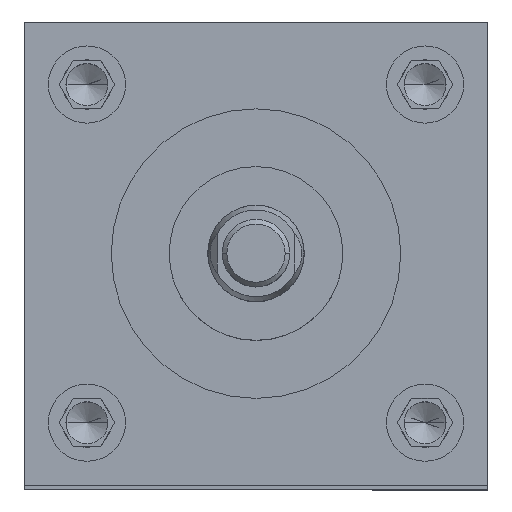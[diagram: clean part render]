
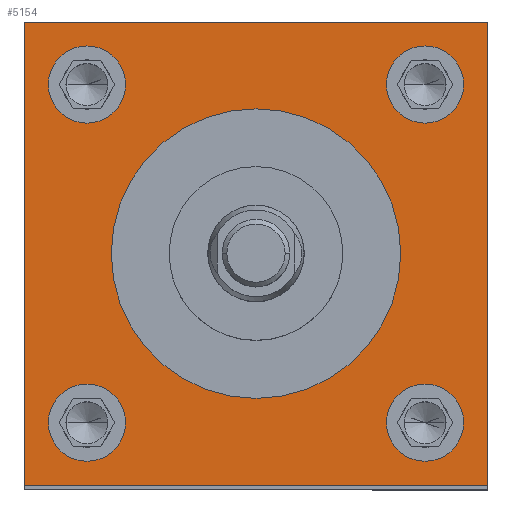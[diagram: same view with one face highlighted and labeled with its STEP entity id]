
A CAD part, top view. The second image highlights one B-rep face of the part: STEP entity #5154.
In plain terms, the highlighted planar face has unit normal (0, 0, 1).
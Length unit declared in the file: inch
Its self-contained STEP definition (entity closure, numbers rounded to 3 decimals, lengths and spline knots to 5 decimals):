
#227 = AXIS2_PLACEMENT_3D ( 'NONE', #3393, #1435, #4839 ) ;
#234 = LINE ( 'NONE', #4545, #2567 ) ;
#240 = CIRCLE ( 'NONE', #1233, 0.25 ) ;
#298 = EDGE_LOOP ( 'NONE', ( #1417, #2817 ) ) ;
#357 = AXIS2_PLACEMENT_3D ( 'NONE', #3654, #1218, #4667 ) ;
#445 = DIRECTION ( 'NONE',  ( 1., 0., 0. ) ) ;
#451 = CIRCLE ( 'NONE', #1346, 0.25 ) ;
#577 = PLANE ( 'NONE',  #3302 ) ;
#611 = CIRCLE ( 'NONE', #227, 0.25 ) ;
#842 = AXIS2_PLACEMENT_3D ( 'NONE', #4151, #3764, #1327 ) ;
#871 = EDGE_CURVE ( 'NONE', #4818, #2875, #2130, .T. ) ;
#901 = CARTESIAN_POINT ( 'NONE',  ( -0.9375, 0., 17.75 ) ) ;
#947 = EDGE_CURVE ( 'NONE', #5248, #4297, #611, .T. ) ;
#972 = DIRECTION ( 'NONE',  ( 0., 1., 0. ) ) ;
#988 = EDGE_LOOP ( 'NONE', ( #5803, #4082 ) ) ;
#1012 = AXIS2_PLACEMENT_3D ( 'NONE', #3713, #5605, #3109 ) ;
#1060 = FACE_BOUND ( 'NONE', #3665, .T. ) ;
#1083 = EDGE_CURVE ( 'NONE', #1831, #3991, #1513, .T. ) ;
#1122 = FACE_BOUND ( 'NONE', #6009, .T. ) ;
#1135 = VERTEX_POINT ( 'NONE', #2234 ) ;
#1175 = DIRECTION ( 'NONE',  ( 1., 0., 0. ) ) ;
#1179 = DIRECTION ( 'NONE',  ( -1., 0., 0. ) ) ;
#1218 = DIRECTION ( 'NONE',  ( 0., 0., 1. ) ) ;
#1233 = AXIS2_PLACEMENT_3D ( 'NONE', #3861, #6123, #4768 ) ;
#1250 = CARTESIAN_POINT ( 'NONE',  ( -1.345, -1.095, 17.75 ) ) ;
#1260 = DIRECTION ( 'NONE',  ( 0., -1., 0. ) ) ;
#1326 = EDGE_CURVE ( 'NONE', #3755, #2551, #3454, .T. ) ;
#1327 = DIRECTION ( 'NONE',  ( 1., 0., 0. ) ) ;
#1346 = AXIS2_PLACEMENT_3D ( 'NONE', #4745, #2328, #5723 ) ;
#1369 = EDGE_CURVE ( 'NONE', #4671, #2310, #3497, .T. ) ;
#1417 = ORIENTED_EDGE ( 'NONE', *, *, #3758, .F. ) ;
#1435 = DIRECTION ( 'NONE',  ( 0., 0., 1. ) ) ;
#1437 = CARTESIAN_POINT ( 'NONE',  ( -1.5, -1.5, 17.75 ) ) ;
#1467 = ORIENTED_EDGE ( 'NONE', *, *, #1369, .F. ) ;
#1496 = ORIENTED_EDGE ( 'NONE', *, *, #1083, .F. ) ;
#1513 = CIRCLE ( 'NONE', #1012, 0.25 ) ;
#1534 = EDGE_CURVE ( 'NONE', #2310, #4671, #2157, .T. ) ;
#1609 = CARTESIAN_POINT ( 'NONE',  ( 1.345, -1.095, 17.75 ) ) ;
#1636 = DIRECTION ( 'NONE',  ( 0., 0., 1. ) ) ;
#1638 = DIRECTION ( 'NONE',  ( -1., 0., 0. ) ) ;
#1831 = VERTEX_POINT ( 'NONE', #5042 ) ;
#1923 = CARTESIAN_POINT ( 'NONE',  ( -1.5, -1.5, 17.75 ) ) ;
#2023 = CARTESIAN_POINT ( 'NONE',  ( 0.9375, 0., 17.75 ) ) ;
#2050 = CARTESIAN_POINT ( 'NONE',  ( -1.5, 1.5, 17.75 ) ) ;
#2130 = CIRCLE ( 'NONE', #5654, 0.25 ) ;
#2157 = CIRCLE ( 'NONE', #842, 0.9375 ) ;
#2234 = CARTESIAN_POINT ( 'NONE',  ( -0.845, -1.095, 17.75 ) ) ;
#2281 = VECTOR ( 'NONE', #972, 39.37008 ) ;
#2310 = VERTEX_POINT ( 'NONE', #901 ) ;
#2328 = DIRECTION ( 'NONE',  ( 0., 0., 1. ) ) ;
#2377 = AXIS2_PLACEMENT_3D ( 'NONE', #4956, #5025, #1175 ) ;
#2397 = CARTESIAN_POINT ( 'NONE',  ( 1.345, 1.095, 17.75 ) ) ;
#2533 = FACE_OUTER_BOUND ( 'NONE', #5395, .T. ) ;
#2551 = VERTEX_POINT ( 'NONE', #5812 ) ;
#2567 = VECTOR ( 'NONE', #1260, 39.37008 ) ;
#2656 = AXIS2_PLACEMENT_3D ( 'NONE', #4785, #2828, #445 ) ;
#2728 = CARTESIAN_POINT ( 'NONE',  ( -0.845, 1.095, 17.75 ) ) ;
#2817 = ORIENTED_EDGE ( 'NONE', *, *, #871, .F. ) ;
#2828 = DIRECTION ( 'NONE',  ( 0., 0., 1. ) ) ;
#2838 = EDGE_CURVE ( 'NONE', #3991, #1831, #451, .T. ) ;
#2875 = VERTEX_POINT ( 'NONE', #2397 ) ;
#2971 = DIRECTION ( 'NONE',  ( 1., 0., 0. ) ) ;
#2985 = CARTESIAN_POINT ( 'NONE',  ( 1.5, 1.5, 17.75 ) ) ;
#2986 = CIRCLE ( 'NONE', #357, 0.25 ) ;
#2987 = ORIENTED_EDGE ( 'NONE', *, *, #3962, .T. ) ;
#3109 = DIRECTION ( 'NONE',  ( 1., 0., 0. ) ) ;
#3302 = AXIS2_PLACEMENT_3D ( 'NONE', #2050, #5366, #1638 ) ;
#3389 = EDGE_CURVE ( 'NONE', #2551, #3431, #5279, .T. ) ;
#3393 = CARTESIAN_POINT ( 'NONE',  ( 1.095, -1.095, 17.75 ) ) ;
#3407 = CARTESIAN_POINT ( 'NONE',  ( 1.5, -1.5, 17.75 ) ) ;
#3431 = VERTEX_POINT ( 'NONE', #2985 ) ;
#3454 = LINE ( 'NONE', #1437, #5487 ) ;
#3497 = CIRCLE ( 'NONE', #2377, 0.9375 ) ;
#3519 = EDGE_CURVE ( 'NONE', #4297, #5248, #5024, .T. ) ;
#3538 = CARTESIAN_POINT ( 'NONE',  ( 0.845, -1.095, 17.75 ) ) ;
#3563 = VERTEX_POINT ( 'NONE', #1250 ) ;
#3576 = ORIENTED_EDGE ( 'NONE', *, *, #947, .F. ) ;
#3643 = CARTESIAN_POINT ( 'NONE',  ( -1.5, 1.5, 17.75 ) ) ;
#3654 = CARTESIAN_POINT ( 'NONE',  ( -1.095, -1.095, 17.75 ) ) ;
#3665 = EDGE_LOOP ( 'NONE', ( #1467, #4345 ) ) ;
#3713 = CARTESIAN_POINT ( 'NONE',  ( -1.095, 1.095, 17.75 ) ) ;
#3755 = VERTEX_POINT ( 'NONE', #1923 ) ;
#3758 = EDGE_CURVE ( 'NONE', #2875, #4818, #5361, .T. ) ;
#3764 = DIRECTION ( 'NONE',  ( 0., 0., 1. ) ) ;
#3795 = ORIENTED_EDGE ( 'NONE', *, *, #1326, .T. ) ;
#3854 = VERTEX_POINT ( 'NONE', #3967 ) ;
#3861 = CARTESIAN_POINT ( 'NONE',  ( -1.095, -1.095, 17.75 ) ) ;
#3949 = FACE_BOUND ( 'NONE', #988, .T. ) ;
#3962 = EDGE_CURVE ( 'NONE', #3431, #3854, #4627, .T. ) ;
#3967 = CARTESIAN_POINT ( 'NONE',  ( -1.5, 1.5, 17.75 ) ) ;
#3991 = VERTEX_POINT ( 'NONE', #2728 ) ;
#4082 = ORIENTED_EDGE ( 'NONE', *, *, #5275, .F. ) ;
#4107 = DIRECTION ( 'NONE',  ( 0., 0., 1. ) ) ;
#4151 = CARTESIAN_POINT ( 'NONE',  ( 0., 0., 17.75 ) ) ;
#4297 = VERTEX_POINT ( 'NONE', #3538 ) ;
#4345 = ORIENTED_EDGE ( 'NONE', *, *, #1534, .F. ) ;
#4389 = ORIENTED_EDGE ( 'NONE', *, *, #3519, .F. ) ;
#4415 = ORIENTED_EDGE ( 'NONE', *, *, #2838, .F. ) ;
#4446 = EDGE_CURVE ( 'NONE', #1135, #3563, #240, .T. ) ;
#4542 = CARTESIAN_POINT ( 'NONE',  ( 1.095, 1.095, 17.75 ) ) ;
#4545 = CARTESIAN_POINT ( 'NONE',  ( -1.5, -1.5, 17.75 ) ) ;
#4603 = DIRECTION ( 'NONE',  ( 1., 0., 0. ) ) ;
#4627 = LINE ( 'NONE', #3643, #4838 ) ;
#4667 = DIRECTION ( 'NONE',  ( 1., 0., 0. ) ) ;
#4671 = VERTEX_POINT ( 'NONE', #2023 ) ;
#4745 = CARTESIAN_POINT ( 'NONE',  ( -1.095, 1.095, 17.75 ) ) ;
#4768 = DIRECTION ( 'NONE',  ( 1., 0., 0. ) ) ;
#4785 = CARTESIAN_POINT ( 'NONE',  ( 1.095, 1.095, 17.75 ) ) ;
#4809 = EDGE_CURVE ( 'NONE', #3854, #3755, #234, .T. ) ;
#4818 = VERTEX_POINT ( 'NONE', #5107 ) ;
#4838 = VECTOR ( 'NONE', #1179, 39.37008 ) ;
#4839 = DIRECTION ( 'NONE',  ( 1., 0., 0. ) ) ;
#4922 = ORIENTED_EDGE ( 'NONE', *, *, #4809, .T. ) ;
#4944 = FACE_BOUND ( 'NONE', #298, .T. ) ;
#4956 = CARTESIAN_POINT ( 'NONE',  ( 0., 0., 17.75 ) ) ;
#5024 = CIRCLE ( 'NONE', #5795, 0.25 ) ;
#5025 = DIRECTION ( 'NONE',  ( 0., 0., 1. ) ) ;
#5042 = CARTESIAN_POINT ( 'NONE',  ( -1.345, 1.095, 17.75 ) ) ;
#5107 = CARTESIAN_POINT ( 'NONE',  ( 0.845, 1.095, 17.75 ) ) ;
#5154 = ADVANCED_FACE ( 'NONE', ( #5489, #4944, #3949, #1122, #1060, #2533 ), #577, .F. ) ;
#5248 = VERTEX_POINT ( 'NONE', #1609 ) ;
#5275 = EDGE_CURVE ( 'NONE', #3563, #1135, #2986, .T. ) ;
#5279 = LINE ( 'NONE', #3407, #2281 ) ;
#5361 = CIRCLE ( 'NONE', #2656, 0.25 ) ;
#5366 = DIRECTION ( 'NONE',  ( 0., 0., -1. ) ) ;
#5378 = EDGE_LOOP ( 'NONE', ( #3576, #4389 ) ) ;
#5395 = EDGE_LOOP ( 'NONE', ( #4922, #3795, #5811, #2987 ) ) ;
#5483 = DIRECTION ( 'NONE',  ( 1., 0., 0. ) ) ;
#5487 = VECTOR ( 'NONE', #2971, 39.37008 ) ;
#5489 = FACE_BOUND ( 'NONE', #5378, .T. ) ;
#5605 = DIRECTION ( 'NONE',  ( 0., 0., 1. ) ) ;
#5654 = AXIS2_PLACEMENT_3D ( 'NONE', #4542, #4107, #4603 ) ;
#5723 = DIRECTION ( 'NONE',  ( 1., 0., 0. ) ) ;
#5795 = AXIS2_PLACEMENT_3D ( 'NONE', #5955, #1636, #5483 ) ;
#5803 = ORIENTED_EDGE ( 'NONE', *, *, #4446, .F. ) ;
#5811 = ORIENTED_EDGE ( 'NONE', *, *, #3389, .T. ) ;
#5812 = CARTESIAN_POINT ( 'NONE',  ( 1.5, -1.5, 17.75 ) ) ;
#5955 = CARTESIAN_POINT ( 'NONE',  ( 1.095, -1.095, 17.75 ) ) ;
#6009 = EDGE_LOOP ( 'NONE', ( #4415, #1496 ) ) ;
#6123 = DIRECTION ( 'NONE',  ( 0., 0., 1. ) ) ;
